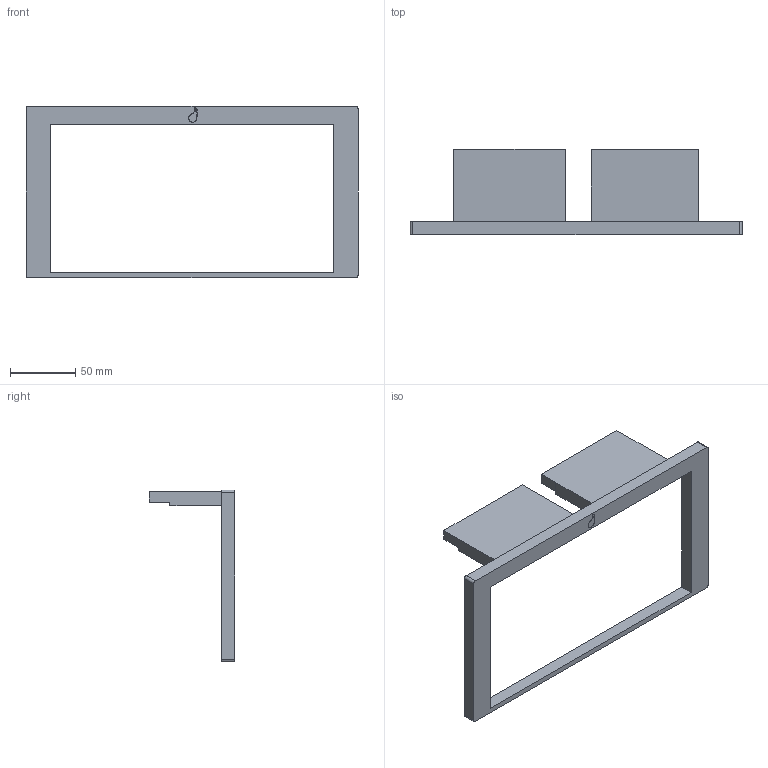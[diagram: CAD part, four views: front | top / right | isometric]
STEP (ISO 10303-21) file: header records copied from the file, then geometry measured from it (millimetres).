
FILE_DESCRIPTION(/* description */ (''),/* implementation_level */ '2;1');
FILE_NAME(/* name */ 'faceplate v1.0.step',/* time_stamp */ '2025-04-15T19:47:27+02:00',/* author */ (''),/* organization */ (''),/* preprocessor_version */ 'ST-DEVELOPER v20.1',/* originating_system */ 'Autodesk Translation Framework v14.4.0.0',/* authorisation */ '');
FILE_SCHEMA (('AUTOMOTIVE_DESIGN { 1 0 10303 214 3 1 1 }'));
Length unit declared in the file: millimetre
Products named in the file (1): faceplate
Bounding box: 255 x 65.57 x 132 mm (x, y, z)
Volume: 123888.6 mm3; surface area: 74315.7 mm2
Topology: 1 solids, 1 shells, 167 faces, 456 edges, 304 vertices
Faces by surface type: plane 109, bspline 54, cylinder 4
Entity records: 5377 total; most frequent: CARTESIAN_POINT 1630, ORIENTED_EDGE 912, DIRECTION 584, EDGE_CURVE 456, LINE 340, VECTOR 340, VERTEX_POINT 304, EDGE_LOOP 182
